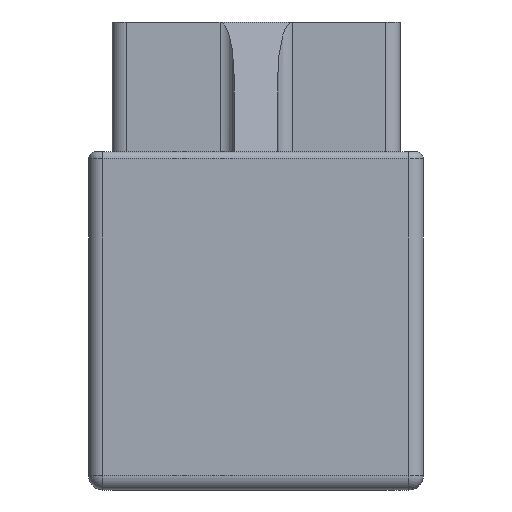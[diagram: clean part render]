
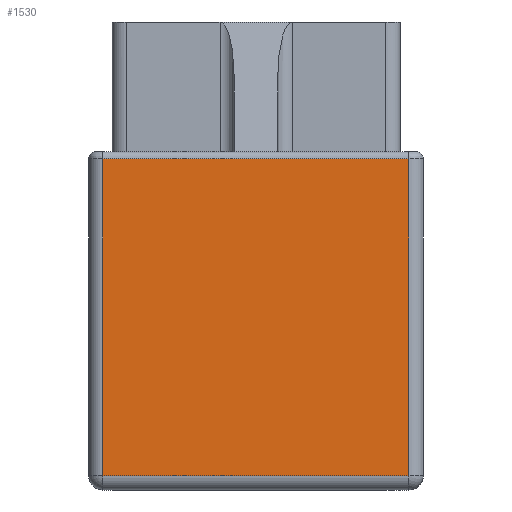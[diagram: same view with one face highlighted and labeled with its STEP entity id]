
A CAD part, front view. The second image highlights one B-rep face of the part: STEP entity #1530.
In plain terms, the highlighted planar face has unit normal (0, -1, 0).
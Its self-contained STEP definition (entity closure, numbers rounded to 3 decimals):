
#78=PLANE('',#1685);
#144=FACE_OUTER_BOUND('',#241,.T.);
#241=EDGE_LOOP('',(#1199,#1200,#1201,#1202));
#327=LINE('',#2434,#452);
#358=LINE('',#2538,#483);
#366=LINE('',#2566,#491);
#367=LINE('',#2568,#492);
#452=VECTOR('',#1886,10.);
#483=VECTOR('',#1987,10.);
#491=VECTOR('',#2027,10.);
#492=VECTOR('',#2030,10.);
#644=VERTEX_POINT('',#2337);
#650=VERTEX_POINT('',#2372);
#696=VERTEX_POINT('',#2535);
#697=VERTEX_POINT('',#2537);
#819=EDGE_CURVE('',#650,#644,#327,.T.);
#866=EDGE_CURVE('',#696,#697,#358,.T.);
#882=EDGE_CURVE('',#697,#650,#366,.T.);
#883=EDGE_CURVE('',#644,#696,#367,.T.);
#1199=ORIENTED_EDGE('',*,*,#819,.F.);
#1200=ORIENTED_EDGE('',*,*,#882,.F.);
#1201=ORIENTED_EDGE('',*,*,#866,.F.);
#1202=ORIENTED_EDGE('',*,*,#883,.F.);
#1530=ADVANCED_FACE('',(#144),#78,.T.);
#1685=AXIS2_PLACEMENT_3D('',#2567,#2028,#2029);
#1886=DIRECTION('',(1.,0.,0.));
#1987=DIRECTION('',(-1.,0.,0.));
#2027=DIRECTION('',(0.,0.,1.));
#2028=DIRECTION('center_axis',(0.,-1.,0.));
#2029=DIRECTION('ref_axis',(1.,0.,0.));
#2030=DIRECTION('',(0.,0.,-1.));
#2337=CARTESIAN_POINT('',(21.25,-82.75,46.));
#2372=CARTESIAN_POINT('',(-21.25,-82.75,46.));
#2434=CARTESIAN_POINT('',(-11.625,-82.75,46.));
#2535=CARTESIAN_POINT('',(21.25,-82.75,2.));
#2537=CARTESIAN_POINT('',(-21.25,-82.75,2.));
#2538=CARTESIAN_POINT('',(-11.625,-82.75,2.));
#2566=CARTESIAN_POINT('',(-21.25,-82.75,0.));
#2567=CARTESIAN_POINT('Origin',(-23.25,-82.75,0.));
#2568=CARTESIAN_POINT('',(21.25,-82.75,0.));
